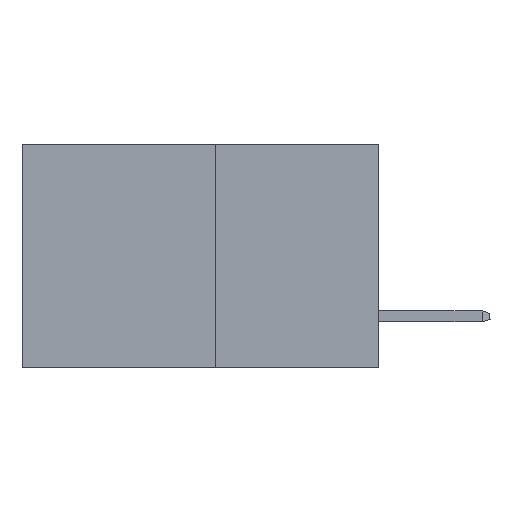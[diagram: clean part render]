
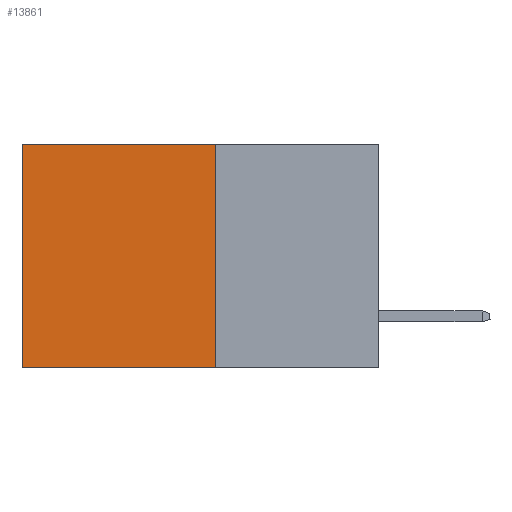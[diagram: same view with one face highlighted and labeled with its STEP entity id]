
A CAD part, left-side view. The second image highlights one B-rep face of the part: STEP entity #13861.
In plain terms, the highlighted planar face has unit normal (-1, 0, 0).
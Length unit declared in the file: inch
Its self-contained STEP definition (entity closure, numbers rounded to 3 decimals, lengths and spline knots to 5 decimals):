
#71 = ORIENTED_EDGE ( 'NONE', *, *, #8587, .T. ) ;
#328 = VECTOR ( 'NONE', #7222, 39.37008 ) ;
#803 = EDGE_CURVE ( 'NONE', #6851, #5311, #3537, .T. ) ;
#1096 = VERTEX_POINT ( 'NONE', #12540 ) ;
#1637 = LINE ( 'NONE', #12653, #10361 ) ;
#1809 = VECTOR ( 'NONE', #10831, 39.37008 ) ;
#1957 = LINE ( 'NONE', #2192, #11790 ) ;
#2192 = CARTESIAN_POINT ( 'NONE',  ( 0.277, 0.59, -0.37 ) ) ;
#2217 = DIRECTION ( 'NONE',  ( 0., 0., -1. ) ) ;
#3355 = EDGE_LOOP ( 'NONE', ( #71, #8323, #14083, #4772 ) ) ;
#3481 = CARTESIAN_POINT ( 'NONE',  ( 0.277, 0.59, -0.37 ) ) ;
#3537 = LINE ( 'NONE', #13815, #328 ) ;
#4283 = DIRECTION ( 'NONE',  ( 1., 0., 0. ) ) ;
#4763 = CARTESIAN_POINT ( 'NONE',  ( 0.277, 0.27, -0.37 ) ) ;
#4772 = ORIENTED_EDGE ( 'NONE', *, *, #12747, .T. ) ;
#5311 = VERTEX_POINT ( 'NONE', #4763 ) ;
#6851 = VERTEX_POINT ( 'NONE', #14408 ) ;
#7222 = DIRECTION ( 'NONE',  ( 0., 0., -1. ) ) ;
#7426 = EDGE_CURVE ( 'NONE', #5311, #8405, #11291, .T. ) ;
#7719 = AXIS2_PLACEMENT_3D ( 'NONE', #7795, #4283, #12536 ) ;
#7795 = CARTESIAN_POINT ( 'NONE',  ( 0.277, 0.27, -0.37 ) ) ;
#8323 = ORIENTED_EDGE ( 'NONE', *, *, #7426, .F. ) ;
#8405 = VERTEX_POINT ( 'NONE', #3481 ) ;
#8587 = EDGE_CURVE ( 'NONE', #1096, #8405, #1957, .T. ) ;
#10361 = VECTOR ( 'NONE', #12600, 39.37008 ) ;
#10679 = CARTESIAN_POINT ( 'NONE',  ( 0.277, 0.27, -0.37 ) ) ;
#10831 = DIRECTION ( 'NONE',  ( 0., 1., 0. ) ) ;
#11291 = LINE ( 'NONE', #10679, #1809 ) ;
#11369 = PLANE ( 'NONE',  #7719 ) ;
#11790 = VECTOR ( 'NONE', #2217, 39.37008 ) ;
#12536 = DIRECTION ( 'NONE',  ( 0., 0., -1. ) ) ;
#12540 = CARTESIAN_POINT ( 'NONE',  ( 0.277, 0.59, 0. ) ) ;
#12600 = DIRECTION ( 'NONE',  ( 0., 1., 0. ) ) ;
#12653 = CARTESIAN_POINT ( 'NONE',  ( 0.277, 0.27, 0. ) ) ;
#12747 = EDGE_CURVE ( 'NONE', #6851, #1096, #1637, .T. ) ;
#13815 = CARTESIAN_POINT ( 'NONE',  ( 0.277, 0.27, -0.37 ) ) ;
#13861 = ADVANCED_FACE ( 'NONE', ( #14404 ), #11369, .F. ) ;
#14083 = ORIENTED_EDGE ( 'NONE', *, *, #803, .F. ) ;
#14404 = FACE_OUTER_BOUND ( 'NONE', #3355, .T. ) ;
#14408 = CARTESIAN_POINT ( 'NONE',  ( 0.277, 0.27, 0. ) ) ;
